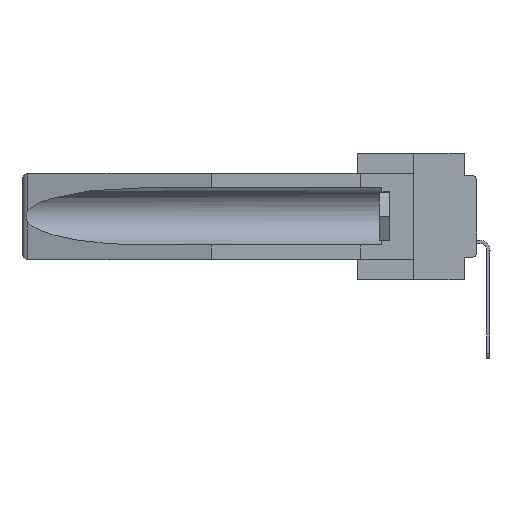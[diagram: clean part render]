
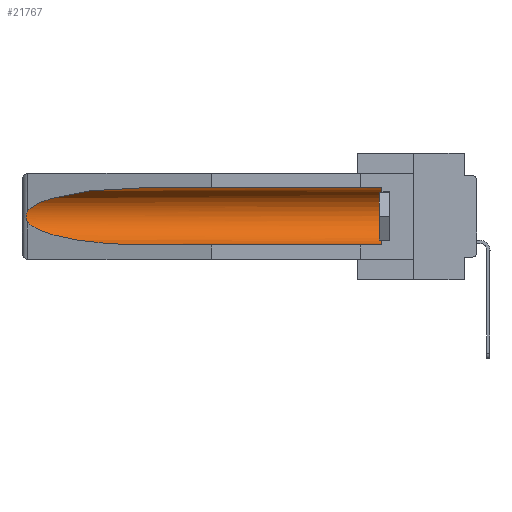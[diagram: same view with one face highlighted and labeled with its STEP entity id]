
A CAD part, left-side view. The second image highlights one B-rep face of the part: STEP entity #21767.
In plain terms, the highlighted cylindrical face has radius 2.857 mm (diameter 5.715 mm), a partial arc.
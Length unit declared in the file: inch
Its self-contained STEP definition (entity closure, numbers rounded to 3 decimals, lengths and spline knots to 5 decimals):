
#140 = CARTESIAN_POINT ( 'NONE',  ( 0.26537, 1.52718, -0.19328 ) ) ;
#335 = CARTESIAN_POINT ( 'NONE',  ( 0.155, -0.30754, -0.059 ) ) ;
#854 = CARTESIAN_POINT ( 'NONE',  ( 0.2673, 1.53269, -0.17917 ) ) ;
#2346 = CARTESIAN_POINT ( 'NONE',  ( 0.155, 0.126, -0.284 ) ) ;
#2379 = EDGE_CURVE ( 'NONE', #22963, #35208, #24834, .T. ) ;
#3001 = CARTESIAN_POINT ( 'NONE',  ( 0.155, 1.07973, -0.284 ) ) ;
#3949 = ORIENTED_EDGE ( 'NONE', *, *, #5075, .T. ) ;
#4160 = CYLINDRICAL_SURFACE ( 'NONE', #24860, 0.1125 ) ;
#5075 = EDGE_CURVE ( 'NONE', #31143, #33193, #19092, .T. ) ;
#5828 = ORIENTED_EDGE ( 'NONE', *, *, #35960, .T. ) ;
#5888 = CARTESIAN_POINT ( 'NONE',  ( 0.21114, 1.30732, -0.059 ) ) ;
#6275 = ORIENTED_EDGE ( 'NONE', *, *, #27848, .T. ) ;
#6965 = CIRCLE ( 'NONE', #31422, 0.1125 ) ;
#10293 = CARTESIAN_POINT ( 'NONE',  ( 0.26537, 1.52718, -0.14972 ) ) ;
#11111 = CARTESIAN_POINT ( 'NONE',  ( 0.26654, 1.53092, -0.15636 ) ) ;
#11305 = DIRECTION ( 'NONE',  ( 0., 1., 0. ) ) ;
#11711 = CARTESIAN_POINT ( 'NONE',  ( 0.155, -0.30754, -0.284 ) ) ;
#11908 = CARTESIAN_POINT ( 'NONE',  ( 0.26537, 1.52718, -0.19328 ) ) ;
#12111 = CARTESIAN_POINT ( 'NONE',  ( 0.26655, 1.53094, -0.18657 ) ) ;
#13064 = CARTESIAN_POINT ( 'NONE',  ( 0.155, 0.126, -0.1715 ) ) ;
#13318 = LINE ( 'NONE', #11711, #30316 ) ;
#13472 = CARTESIAN_POINT ( 'NONE',  ( 0.26597, 1.5296, -0.19026 ) ) ;
#13859 = CARTESIAN_POINT ( 'NONE',  ( 0.155, -0.30754, -0.1715 ) ) ;
#15131 =( BOUNDED_CURVE ( )  B_SPLINE_CURVE ( 3, ( #140, #20223, #34304, #3001 ),
 .UNSPECIFIED., .F., .F. ) 
 B_SPLINE_CURVE_WITH_KNOTS ( ( 4, 4 ),
 ( 0.1948, 1.5708 ),
 .UNSPECIFIED. ) 
 CURVE ( )  GEOMETRIC_REPRESENTATION_ITEM ( )  RATIONAL_B_SPLINE_CURVE ( ( 1., 0.848, 0.848, 1. ) ) 
 REPRESENTATION_ITEM ( '' )  );
#16100 = DIRECTION ( 'NONE',  ( 0., -1., 0. ) ) ;
#16625 = CARTESIAN_POINT ( 'NONE',  ( 0.2675, 1.53308, -0.17534 ) ) ;
#16757 = DIRECTION ( 'NONE',  ( 0., 0., 1. ) ) ;
#17083 = CARTESIAN_POINT ( 'NONE',  ( 0.155, 1.07973, -0.059 ) ) ;
#17183 = VECTOR ( 'NONE', #21126, 39.37008 ) ;
#18607 =( BOUNDED_CURVE ( )  B_SPLINE_CURVE ( 3, ( #17083, #5888, #22745, #20110 ),
 .UNSPECIFIED., .F., .F. ) 
 B_SPLINE_CURVE_WITH_KNOTS ( ( 4, 4 ),
 ( 4.71239, 6.08839 ),
 .UNSPECIFIED. ) 
 CURVE ( )  GEOMETRIC_REPRESENTATION_ITEM ( )  RATIONAL_B_SPLINE_CURVE ( ( 1., 0.848, 0.848, 1. ) ) 
 REPRESENTATION_ITEM ( '' )  );
#19092 = B_SPLINE_CURVE_WITH_KNOTS ( 'NONE', 3,
 ( #10293, #34488, #11111, #25961, #21323, #16625, #854, #12111, #13472, #33615 ),
 .UNSPECIFIED., .F., .F.,
 ( 4, 2, 2, 2, 4 ),
 ( 0., 0.00029, 0.00058, 0.00087, 0.00117 ),
 .UNSPECIFIED. ) ;
#20110 = CARTESIAN_POINT ( 'NONE',  ( 0.26537, 1.52718, -0.14972 ) ) ;
#20223 = CARTESIAN_POINT ( 'NONE',  ( 0.25451, 1.48313, -0.24835 ) ) ;
#21126 = DIRECTION ( 'NONE',  ( 0., 1., 0. ) ) ;
#21323 = CARTESIAN_POINT ( 'NONE',  ( 0.2675, 1.53308, -0.16763 ) ) ;
#21767 = ADVANCED_FACE ( 'NONE', ( #32851 ), #4160, .F. ) ;
#22745 = CARTESIAN_POINT ( 'NONE',  ( 0.25451, 1.48313, -0.09465 ) ) ;
#22963 = VERTEX_POINT ( 'NONE', #25553 ) ;
#24834 = LINE ( 'NONE', #335, #17183 ) ;
#24860 = AXIS2_PLACEMENT_3D ( 'NONE', #13859, #11305, #16757 ) ;
#25553 = CARTESIAN_POINT ( 'NONE',  ( 0.155, 0.126, -0.059 ) ) ;
#25740 = EDGE_LOOP ( 'NONE', ( #32087, #3949, #5828, #35531, #6275, #32711 ) ) ;
#25961 = CARTESIAN_POINT ( 'NONE',  ( 0.2673, 1.5327, -0.16383 ) ) ;
#26059 = DIRECTION ( 'NONE',  ( 0., 1., 0. ) ) ;
#26481 = CARTESIAN_POINT ( 'NONE',  ( 0.155, 1.07973, -0.284 ) ) ;
#27382 = VERTEX_POINT ( 'NONE', #2346 ) ;
#27848 = EDGE_CURVE ( 'NONE', #27382, #22963, #6965, .T. ) ;
#28924 = CARTESIAN_POINT ( 'NONE',  ( 0.26537, 1.52718, -0.14972 ) ) ;
#30316 = VECTOR ( 'NONE', #26059, 39.37008 ) ;
#30569 = DIRECTION ( 'NONE',  ( 0., 0., 1. ) ) ;
#30978 = EDGE_CURVE ( 'NONE', #35208, #31143, #18607, .T. ) ;
#31119 = CARTESIAN_POINT ( 'NONE',  ( 0.155, 1.07973, -0.059 ) ) ;
#31143 = VERTEX_POINT ( 'NONE', #28924 ) ;
#31422 = AXIS2_PLACEMENT_3D ( 'NONE', #13064, #16100, #30569 ) ;
#32087 = ORIENTED_EDGE ( 'NONE', *, *, #30978, .T. ) ;
#32711 = ORIENTED_EDGE ( 'NONE', *, *, #2379, .T. ) ;
#32851 = FACE_OUTER_BOUND ( 'NONE', #25740, .T. ) ;
#33193 = VERTEX_POINT ( 'NONE', #11908 ) ;
#33284 = VERTEX_POINT ( 'NONE', #26481 ) ;
#33615 = CARTESIAN_POINT ( 'NONE',  ( 0.26537, 1.52718, -0.19328 ) ) ;
#34304 = CARTESIAN_POINT ( 'NONE',  ( 0.21114, 1.30732, -0.284 ) ) ;
#34330 = EDGE_CURVE ( 'NONE', #27382, #33284, #13318, .T. ) ;
#34488 = CARTESIAN_POINT ( 'NONE',  ( 0.26597, 1.52961, -0.15275 ) ) ;
#35208 = VERTEX_POINT ( 'NONE', #31119 ) ;
#35531 = ORIENTED_EDGE ( 'NONE', *, *, #34330, .F. ) ;
#35960 = EDGE_CURVE ( 'NONE', #33193, #33284, #15131, .T. ) ;
